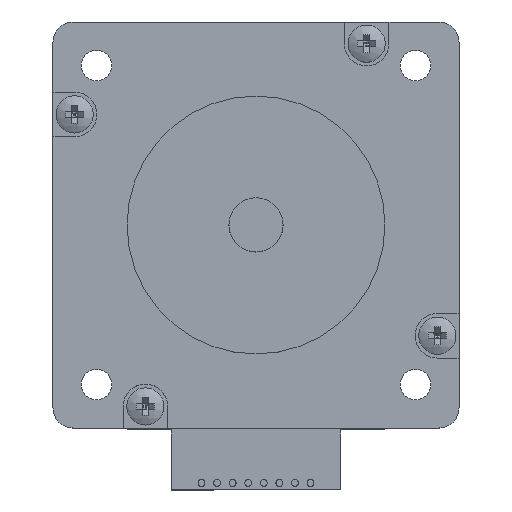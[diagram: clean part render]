
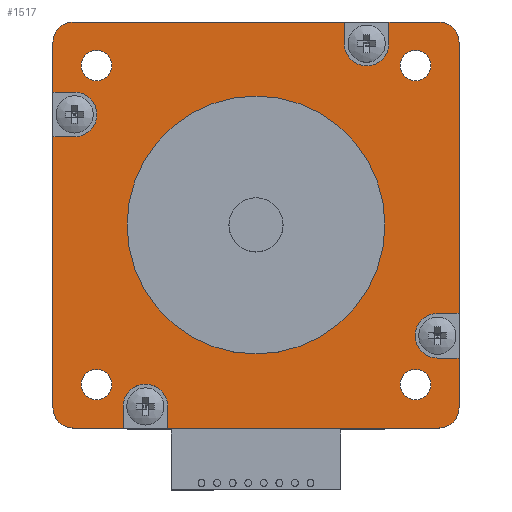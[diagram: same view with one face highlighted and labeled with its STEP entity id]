
A CAD part, top view. The second image highlights one B-rep face of the part: STEP entity #1517.
In plain terms, the highlighted planar face has unit normal (0, 0, 1).
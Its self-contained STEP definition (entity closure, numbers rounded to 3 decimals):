
#970=CARTESIAN_POINT('',(-30.0,13.05,8.0));
#971=VERTEX_POINT('',#970);
#978=CARTESIAN_POINT('',(-26.8,13.05,8.0));
#979=VERTEX_POINT('',#978);
#980=CARTESIAN_POINT('',(-26.8,13.05,8.0));
#981=DIRECTION('',(-1.0,0.0,0.0));
#982=VECTOR('',#981,3.2);
#983=LINE('',#980,#982);
#984=EDGE_CURVE('',#979,#971,#983,.T.);
#1010=CARTESIAN_POINT('',(-26.8,19.65,8.0));
#1011=VERTEX_POINT('',#1010);
#1012=CARTESIAN_POINT('',(-26.8,16.35,8.0));
#1013=DIRECTION('',(0.0,0.0,-1.0));
#1014=DIRECTION('',(0.0,-1.0,0.0));
#1015=AXIS2_PLACEMENT_3D('',#1012,#1013,#1014);
#1016=CIRCLE('',#1015,3.3);
#1017=EDGE_CURVE('',#1011,#979,#1016,.T.);
#1042=CARTESIAN_POINT('',(-30.,19.65,8.0));
#1043=VERTEX_POINT('',#1042);
#1044=CARTESIAN_POINT('',(-30.,19.65,8.0));
#1045=DIRECTION('',(1.0,0.0,0.0));
#1046=VECTOR('',#1045,3.2);
#1047=LINE('',#1044,#1046);
#1048=EDGE_CURVE('',#1043,#1011,#1047,.T.);
#1094=CARTESIAN_POINT('',(13.05,30.0,8.0));
#1095=VERTEX_POINT('',#1094);
#1102=CARTESIAN_POINT('',(13.05,26.8,8.0));
#1103=VERTEX_POINT('',#1102);
#1104=CARTESIAN_POINT('',(13.05,26.8,8.0));
#1105=DIRECTION('',(0.0,1.0,0.0));
#1106=VECTOR('',#1105,3.2);
#1107=LINE('',#1104,#1106);
#1108=EDGE_CURVE('',#1103,#1095,#1107,.T.);
#1134=CARTESIAN_POINT('',(19.65,26.8,8.0));
#1135=VERTEX_POINT('',#1134);
#1136=CARTESIAN_POINT('',(16.35,26.8,8.0));
#1137=DIRECTION('',(0.0,0.0,-1.0));
#1138=DIRECTION('',(-1.0,0.0,0.0));
#1139=AXIS2_PLACEMENT_3D('',#1136,#1137,#1138);
#1140=CIRCLE('',#1139,3.3);
#1141=EDGE_CURVE('',#1135,#1103,#1140,.T.);
#1166=CARTESIAN_POINT('',(19.65,30.0,8.0));
#1167=VERTEX_POINT('',#1166);
#1168=CARTESIAN_POINT('',(19.65,30.0,8.0));
#1169=DIRECTION('',(0.0,-1.0,0.0));
#1170=VECTOR('',#1169,3.2);
#1171=LINE('',#1168,#1170);
#1172=EDGE_CURVE('',#1167,#1135,#1171,.T.);
#1218=CARTESIAN_POINT('',(30.0,-13.05,8.0));
#1219=VERTEX_POINT('',#1218);
#1226=CARTESIAN_POINT('',(26.8,-13.05,8.0));
#1227=VERTEX_POINT('',#1226);
#1228=CARTESIAN_POINT('',(26.8,-13.05,8.0));
#1229=DIRECTION('',(1.0,0.0,0.0));
#1230=VECTOR('',#1229,3.2);
#1231=LINE('',#1228,#1230);
#1232=EDGE_CURVE('',#1227,#1219,#1231,.T.);
#1258=CARTESIAN_POINT('',(26.8,-19.65,8.0));
#1259=VERTEX_POINT('',#1258);
#1260=CARTESIAN_POINT('',(26.8,-16.35,8.0));
#1261=DIRECTION('',(0.0,0.0,-1.0));
#1262=DIRECTION('',(0.0,1.0,0.0));
#1263=AXIS2_PLACEMENT_3D('',#1260,#1261,#1262);
#1264=CIRCLE('',#1263,3.3);
#1265=EDGE_CURVE('',#1259,#1227,#1264,.T.);
#1290=CARTESIAN_POINT('',(30.0,-19.65,8.0));
#1291=VERTEX_POINT('',#1290);
#1292=CARTESIAN_POINT('',(30.0,-19.65,8.0));
#1293=DIRECTION('',(-1.0,0.0,0.0));
#1294=VECTOR('',#1293,3.2);
#1295=LINE('',#1292,#1294);
#1296=EDGE_CURVE('',#1291,#1259,#1295,.T.);
#1327=CARTESIAN_POINT('',(0.0,0.,8.0));
#1328=DIRECTION('',(0.0,0.0,1.0));
#1329=DIRECTION('',(1.0,0.0,0.0));
#1330=AXIS2_PLACEMENT_3D('',#1327,#1328,#1329);
#1331=PLANE('',#1330);
#1332=ORIENTED_EDGE('',*,*,#1048,.T.);
#1333=ORIENTED_EDGE('',*,*,#1017,.T.);
#1334=ORIENTED_EDGE('',*,*,#984,.T.);
#1335=CARTESIAN_POINT('',(-30.0,-27.0,8.0));
#1336=VERTEX_POINT('',#1335);
#1337=CARTESIAN_POINT('',(-30.0,-27.0,8.0));
#1338=DIRECTION('',(0.0,1.0,0.0));
#1339=VECTOR('',#1338,40.05);
#1340=LINE('',#1337,#1339);
#1341=EDGE_CURVE('',#1336,#971,#1340,.T.);
#1342=ORIENTED_EDGE('',*,*,#1341,.F.);
#1343=CARTESIAN_POINT('',(-27.0,-30.0,8.0));
#1344=VERTEX_POINT('',#1343);
#1345=CARTESIAN_POINT('',(-27.0,-27.0,8.0));
#1346=DIRECTION('',(0.0,0.0,-1.));
#1347=DIRECTION('',(-0.707,-0.707,0.0));
#1348=AXIS2_PLACEMENT_3D('',#1345,#1346,#1347);
#1349=CIRCLE('',#1348,3.0);
#1350=EDGE_CURVE('',#1344,#1336,#1349,.T.);
#1351=ORIENTED_EDGE('',*,*,#1350,.F.);
#1352=CARTESIAN_POINT('',(-19.65,-30.0,8.0));
#1353=VERTEX_POINT('',#1352);
#1354=CARTESIAN_POINT('',(-19.65,-30.0,8.0));
#1355=DIRECTION('',(-1.0,0.0,0.0));
#1356=VECTOR('',#1355,7.35);
#1357=LINE('',#1354,#1356);
#1358=EDGE_CURVE('',#1353,#1344,#1357,.T.);
#1359=ORIENTED_EDGE('',*,*,#1358,.F.);
#1360=CARTESIAN_POINT('',(-19.65,-26.8,8.0));
#1361=VERTEX_POINT('',#1360);
#1362=CARTESIAN_POINT('',(-19.65,-30.0,8.0));
#1363=DIRECTION('',(0.0,1.0,0.0));
#1364=VECTOR('',#1363,3.2);
#1365=LINE('',#1362,#1364);
#1366=EDGE_CURVE('',#1353,#1361,#1365,.T.);
#1367=ORIENTED_EDGE('',*,*,#1366,.T.);
#1368=CARTESIAN_POINT('',(-13.05,-26.8,8.0));
#1369=VERTEX_POINT('',#1368);
#1370=CARTESIAN_POINT('',(-16.35,-26.8,8.0));
#1371=DIRECTION('',(0.0,0.0,-1.0));
#1372=DIRECTION('',(1.0,0.0,0.0));
#1373=AXIS2_PLACEMENT_3D('',#1370,#1371,#1372);
#1374=CIRCLE('',#1373,3.3);
#1375=EDGE_CURVE('',#1361,#1369,#1374,.T.);
#1376=ORIENTED_EDGE('',*,*,#1375,.T.);
#1377=CARTESIAN_POINT('',(-13.05,-30.0,8.0));
#1378=VERTEX_POINT('',#1377);
#1379=CARTESIAN_POINT('',(-13.05,-26.8,8.0));
#1380=DIRECTION('',(0.0,-1.0,0.0));
#1381=VECTOR('',#1380,3.2);
#1382=LINE('',#1379,#1381);
#1383=EDGE_CURVE('',#1369,#1378,#1382,.T.);
#1384=ORIENTED_EDGE('',*,*,#1383,.T.);
#1385=CARTESIAN_POINT('',(27.0,-30.0,8.0));
#1386=VERTEX_POINT('',#1385);
#1387=CARTESIAN_POINT('',(27.0,-30.0,8.0));
#1388=DIRECTION('',(-1.0,0.0,0.0));
#1389=VECTOR('',#1388,40.05);
#1390=LINE('',#1387,#1389);
#1391=EDGE_CURVE('',#1386,#1378,#1390,.T.);
#1392=ORIENTED_EDGE('',*,*,#1391,.F.);
#1393=CARTESIAN_POINT('',(30.0,-27.0,8.0));
#1394=VERTEX_POINT('',#1393);
#1395=CARTESIAN_POINT('',(27.0,-27.0,8.0));
#1396=DIRECTION('',(0.0,0.0,-1.));
#1397=DIRECTION('',(0.707,-0.707,0.0));
#1398=AXIS2_PLACEMENT_3D('',#1395,#1396,#1397);
#1399=CIRCLE('',#1398,3.0);
#1400=EDGE_CURVE('',#1394,#1386,#1399,.T.);
#1401=ORIENTED_EDGE('',*,*,#1400,.F.);
#1402=CARTESIAN_POINT('',(30.0,-19.65,8.0));
#1403=DIRECTION('',(0.0,-1.0,0.0));
#1404=VECTOR('',#1403,7.35);
#1405=LINE('',#1402,#1404);
#1406=EDGE_CURVE('',#1291,#1394,#1405,.T.);
#1407=ORIENTED_EDGE('',*,*,#1406,.F.);
#1408=ORIENTED_EDGE('',*,*,#1296,.T.);
#1409=ORIENTED_EDGE('',*,*,#1265,.T.);
#1410=ORIENTED_EDGE('',*,*,#1232,.T.);
#1411=CARTESIAN_POINT('',(30.0,27.0,8.0));
#1412=VERTEX_POINT('',#1411);
#1413=CARTESIAN_POINT('',(30.0,27.0,8.0));
#1414=DIRECTION('',(0.0,-1.0,0.0));
#1415=VECTOR('',#1414,40.05);
#1416=LINE('',#1413,#1415);
#1417=EDGE_CURVE('',#1412,#1219,#1416,.T.);
#1418=ORIENTED_EDGE('',*,*,#1417,.F.);
#1419=CARTESIAN_POINT('',(27.0,30.0,8.0));
#1420=VERTEX_POINT('',#1419);
#1421=CARTESIAN_POINT('',(27.0,27.0,8.0));
#1422=DIRECTION('',(0.0,0.0,-1.));
#1423=DIRECTION('',(0.707,0.707,0.0));
#1424=AXIS2_PLACEMENT_3D('',#1421,#1422,#1423);
#1425=CIRCLE('',#1424,3.0);
#1426=EDGE_CURVE('',#1420,#1412,#1425,.T.);
#1427=ORIENTED_EDGE('',*,*,#1426,.F.);
#1428=CARTESIAN_POINT('',(19.65,30.0,8.0));
#1429=DIRECTION('',(1.0,0.0,0.0));
#1430=VECTOR('',#1429,7.35);
#1431=LINE('',#1428,#1430);
#1432=EDGE_CURVE('',#1167,#1420,#1431,.T.);
#1433=ORIENTED_EDGE('',*,*,#1432,.F.);
#1434=ORIENTED_EDGE('',*,*,#1172,.T.);
#1435=ORIENTED_EDGE('',*,*,#1141,.T.);
#1436=ORIENTED_EDGE('',*,*,#1108,.T.);
#1437=CARTESIAN_POINT('',(-27.0,30.0,8.0));
#1438=VERTEX_POINT('',#1437);
#1439=CARTESIAN_POINT('',(-27.0,30.0,8.0));
#1440=DIRECTION('',(1.0,0.0,0.0));
#1441=VECTOR('',#1440,40.05);
#1442=LINE('',#1439,#1441);
#1443=EDGE_CURVE('',#1438,#1095,#1442,.T.);
#1444=ORIENTED_EDGE('',*,*,#1443,.F.);
#1445=CARTESIAN_POINT('',(-30.0,27.0,8.0));
#1446=VERTEX_POINT('',#1445);
#1447=CARTESIAN_POINT('',(-27.0,27.0,8.0));
#1448=DIRECTION('',(0.0,0.0,-1.));
#1449=DIRECTION('',(-0.707,0.707,0.0));
#1450=AXIS2_PLACEMENT_3D('',#1447,#1448,#1449);
#1451=CIRCLE('',#1450,3.0);
#1452=EDGE_CURVE('',#1446,#1438,#1451,.T.);
#1453=ORIENTED_EDGE('',*,*,#1452,.F.);
#1454=CARTESIAN_POINT('',(-30.,19.65,8.0));
#1455=DIRECTION('',(0.0,1.0,0.0));
#1456=VECTOR('',#1455,7.35);
#1457=LINE('',#1454,#1456);
#1458=EDGE_CURVE('',#1043,#1446,#1457,.T.);
#1459=ORIENTED_EDGE('',*,*,#1458,.F.);
#1460=EDGE_LOOP('',(#1332,#1333,#1334,#1342,#1351,#1359,#1367,#1376,#1384,#1392,#1401,#1407,#1408,#1409,#1410,#1418,#1427,#1433,#1434,#1435,#1436,#1444,#1453,#1459));
#1461=FACE_OUTER_BOUND('',#1460,.T.);
#1462=CARTESIAN_POINT('',(25.82,-23.57,8.0));
#1463=VERTEX_POINT('',#1462);
#1464=CARTESIAN_POINT('',(23.57,-23.57,8.));
#1465=DIRECTION('',(0.0,0.0,-1.0));
#1466=DIRECTION('',(1.0,0.0,0.0));
#1467=AXIS2_PLACEMENT_3D('',#1464,#1465,#1466);
#1468=CIRCLE('',#1467,2.25);
#1469=EDGE_CURVE('',#1463,#1463,#1468,.T.);
#1470=ORIENTED_EDGE('',*,*,#1469,.T.);
#1471=EDGE_LOOP('',(#1470));
#1472=FACE_BOUND('',#1471,.T.);
#1473=CARTESIAN_POINT('',(25.82,23.57,8.0));
#1474=VERTEX_POINT('',#1473);
#1475=CARTESIAN_POINT('',(23.57,23.57,8.));
#1476=DIRECTION('',(0.0,0.0,-1.0));
#1477=DIRECTION('',(1.0,0.0,0.0));
#1478=AXIS2_PLACEMENT_3D('',#1475,#1476,#1477);
#1479=CIRCLE('',#1478,2.25);
#1480=EDGE_CURVE('',#1474,#1474,#1479,.T.);
#1481=ORIENTED_EDGE('',*,*,#1480,.T.);
#1482=EDGE_LOOP('',(#1481));
#1483=FACE_BOUND('',#1482,.T.);
#1484=CARTESIAN_POINT('',(-21.32,-23.57,8.0));
#1485=VERTEX_POINT('',#1484);
#1486=CARTESIAN_POINT('',(-23.57,-23.57,8.));
#1487=DIRECTION('',(0.0,0.0,-1.0));
#1488=DIRECTION('',(1.0,0.0,0.0));
#1489=AXIS2_PLACEMENT_3D('',#1486,#1487,#1488);
#1490=CIRCLE('',#1489,2.25);
#1491=EDGE_CURVE('',#1485,#1485,#1490,.T.);
#1492=ORIENTED_EDGE('',*,*,#1491,.T.);
#1493=EDGE_LOOP('',(#1492));
#1494=FACE_BOUND('',#1493,.T.);
#1495=CARTESIAN_POINT('',(-21.32,23.57,8.0));
#1496=VERTEX_POINT('',#1495);
#1497=CARTESIAN_POINT('',(-23.57,23.57,8.));
#1498=DIRECTION('',(0.0,0.0,-1.0));
#1499=DIRECTION('',(1.0,0.0,0.0));
#1500=AXIS2_PLACEMENT_3D('',#1497,#1498,#1499);
#1501=CIRCLE('',#1500,2.25);
#1502=EDGE_CURVE('',#1496,#1496,#1501,.T.);
#1503=ORIENTED_EDGE('',*,*,#1502,.T.);
#1504=EDGE_LOOP('',(#1503));
#1505=FACE_BOUND('',#1504,.T.);
#1506=CARTESIAN_POINT('',(19.05,0.,8.0));
#1507=VERTEX_POINT('',#1506);
#1508=CARTESIAN_POINT('',(0.0,0.0,8.0));
#1509=DIRECTION('',(0.0,0.0,-1.0));
#1510=DIRECTION('',(-1.0,0.0,0.0));
#1511=AXIS2_PLACEMENT_3D('',#1508,#1509,#1510);
#1512=CIRCLE('',#1511,19.05);
#1513=EDGE_CURVE('',#1507,#1507,#1512,.T.);
#1514=ORIENTED_EDGE('',*,*,#1513,.T.);
#1515=EDGE_LOOP('',(#1514));
#1516=FACE_BOUND('',#1515,.T.);
#1517=ADVANCED_FACE('',(#1461,#1472,#1483,#1494,#1505,#1516),#1331,.T.);
